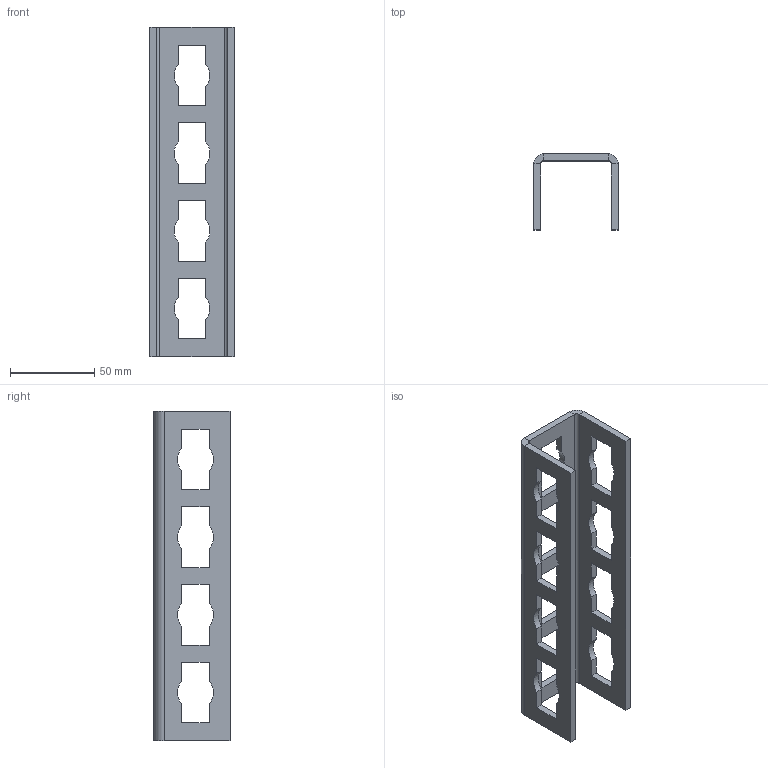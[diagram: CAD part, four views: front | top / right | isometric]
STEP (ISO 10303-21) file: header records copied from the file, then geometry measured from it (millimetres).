
FILE_DESCRIPTION((''),'2;1');
FILE_NAME('152312.stp','2013-04-09T11:50:29',('DMK009'),(''),'Autodesk Inventor 2012','Autodesk Inventor 2012','');
FILE_SCHEMA(('AUTOMOTIVE_DESIGN { 1 0 10303 214 1 1 1 1 }'));
Length unit declared in the file: millimetre
Products named in the file (1): 152312
Bounding box: 50 x 45 x 195 mm (x, y, z)
Volume: 69649.2 mm3; surface area: 42559.9 mm2
Topology: 1 solids, 1 shells, 118 faces, 332 edges, 216 vertices
Faces by surface type: plane 90, cylinder 28
Entity records: 3963 total; most frequent: CARTESIAN_POINT 667, ORIENTED_EDGE 664, DIRECTION 626, EDGE_CURVE 332, VECTOR 276, LINE 276, VERTEX_POINT 216, AXIS2_PLACEMENT_3D 175
